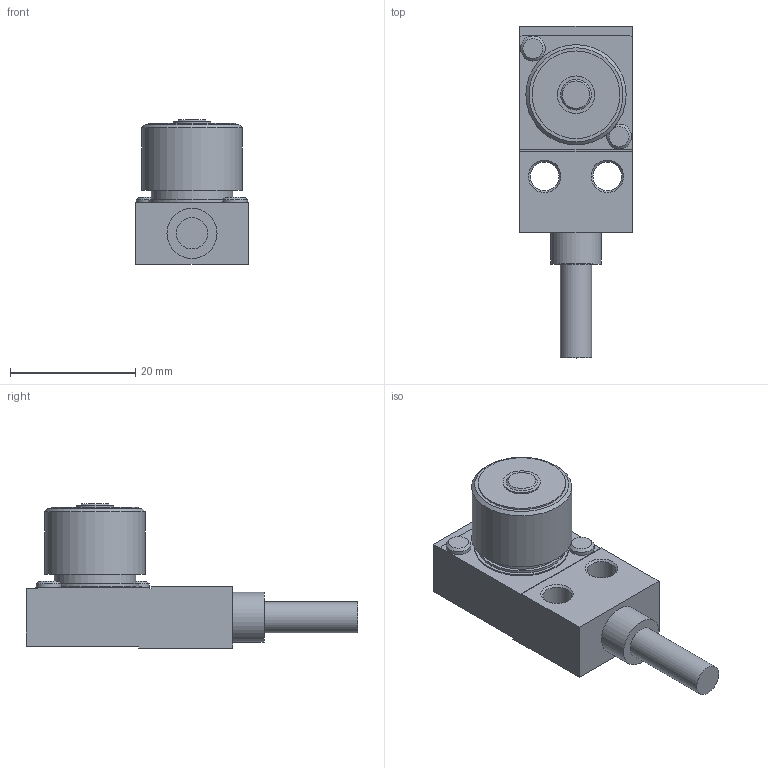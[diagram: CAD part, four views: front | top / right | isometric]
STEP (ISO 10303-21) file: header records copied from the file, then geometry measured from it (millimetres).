
FILE_DESCRIPTION (( 'STEP AP214' ), '1' );
FILE_NAME ('P11DDB-DULD.STEP', '2024-07-11T12:42:46', ( '' ), ( '' ), 'SwSTEP 2.0', 'SolidWorks 2023', '' );
FILE_SCHEMA (( 'AUTOMOTIVE_DESIGN' ));
Length unit declared in the file: millimetre
Products named in the file (1): P11DDB-DULD
Bounding box: 18 x 53 x 23 mm (x, y, z)
Volume: 8357.2 mm3; surface area: 3523 mm2
Topology: 1 solids, 1 shells, 47 faces, 97 edges, 64 vertices
Faces by surface type: plane 28, cylinder 12, cone 7
Full cylindrical faces by diameter (mm): 4 x2, 4.6 x2, 5 x1, 6 x1, 8 x1, 13 x1, 14 x2, 15 x1, 16 x1
Entity records: 1157 total; most frequent: DIRECTION 204, CARTESIAN_POINT 184, ORIENTED_EDGE 150, EDGE_LOOP 82, AXIS2_PLACEMENT_3D 81, EDGE_CURVE 75, VERTEX_POINT 61, FACE_OUTER_BOUND 59
